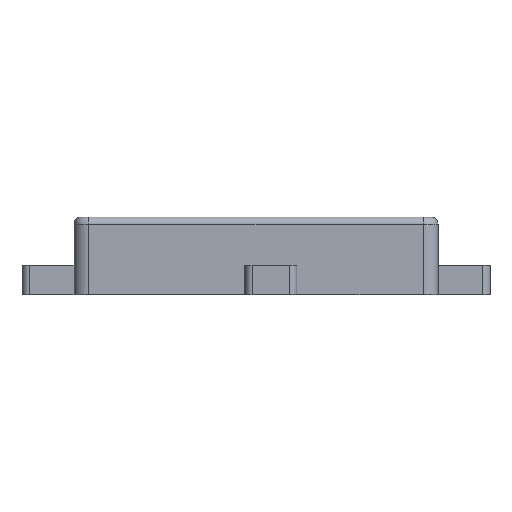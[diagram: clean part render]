
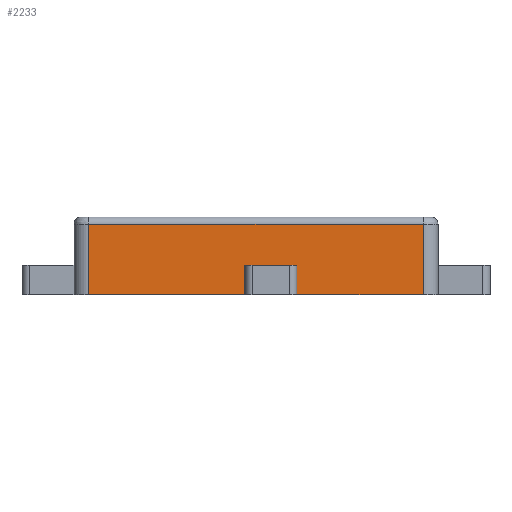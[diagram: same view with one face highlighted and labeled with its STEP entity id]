
A CAD part, front view. The second image highlights one B-rep face of the part: STEP entity #2233.
In plain terms, the highlighted planar face has unit normal (0, -1, 0).
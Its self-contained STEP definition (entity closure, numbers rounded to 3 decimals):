
#85=LINE('',#3240,#334);
#98=LINE('',#3319,#347);
#112=LINE('',#3362,#361);
#113=LINE('',#3366,#362);
#114=LINE('',#3367,#363);
#115=LINE('',#3369,#364);
#116=LINE('',#3371,#365);
#117=LINE('',#3372,#366);
#334=VECTOR('',#2578,10.);
#347=VECTOR('',#2627,10.);
#361=VECTOR('',#2657,10.);
#362=VECTOR('',#2662,10.);
#363=VECTOR('',#2663,10.);
#364=VECTOR('',#2664,10.);
#365=VECTOR('',#2665,10.);
#366=VECTOR('',#2666,10.);
#588=FACE_OUTER_BOUND('',#706,.T.);
#706=EDGE_LOOP('',(#1538,#1539,#1540,#1541,#1542,#1543,#1544,#1545));
#923=VERTEX_POINT('',#3238);
#924=VERTEX_POINT('',#3239);
#942=VERTEX_POINT('',#3309);
#944=VERTEX_POINT('',#3315);
#957=VERTEX_POINT('',#3361);
#958=VERTEX_POINT('',#3365);
#959=VERTEX_POINT('',#3368);
#960=VERTEX_POINT('',#3370);
#1143=EDGE_CURVE('',#923,#924,#85,.T.);
#1170=EDGE_CURVE('',#942,#944,#98,.T.);
#1188=EDGE_CURVE('',#944,#957,#112,.T.);
#1190=EDGE_CURVE('',#923,#958,#113,.T.);
#1191=EDGE_CURVE('',#924,#957,#114,.T.);
#1192=EDGE_CURVE('',#959,#942,#115,.T.);
#1193=EDGE_CURVE('',#959,#960,#116,.T.);
#1194=EDGE_CURVE('',#958,#960,#117,.T.);
#1538=ORIENTED_EDGE('',*,*,#1190,.F.);
#1539=ORIENTED_EDGE('',*,*,#1143,.T.);
#1540=ORIENTED_EDGE('',*,*,#1191,.T.);
#1541=ORIENTED_EDGE('',*,*,#1188,.F.);
#1542=ORIENTED_EDGE('',*,*,#1170,.F.);
#1543=ORIENTED_EDGE('',*,*,#1192,.F.);
#1544=ORIENTED_EDGE('',*,*,#1193,.T.);
#1545=ORIENTED_EDGE('',*,*,#1194,.F.);
#2143=PLANE('',#2382);
#2233=ADVANCED_FACE('',(#588),#2143,.T.);
#2382=AXIS2_PLACEMENT_3D('',#3364,#2660,#2661);
#2578=DIRECTION('',(0.,0.,-1.));
#2627=DIRECTION('',(1.,0.,0.));
#2657=DIRECTION('',(0.,0.,-1.));
#2660=DIRECTION('center_axis',(0.,-1.,0.));
#2661=DIRECTION('ref_axis',(-1.,0.,0.));
#2662=DIRECTION('',(-1.,0.,0.));
#2663=DIRECTION('',(1.,0.,0.));
#2664=DIRECTION('',(0.,0.,1.));
#2665=DIRECTION('',(1.,0.,0.));
#2666=DIRECTION('',(0.,0.,-1.));
#3238=CARTESIAN_POINT('',(75.,-103.,5.5));
#3239=CARTESIAN_POINT('',(75.,-103.,1.5));
#3240=CARTESIAN_POINT('',(75.,-103.,6.75));
#3309=CARTESIAN_POINT('',(47.,-103.,11.));
#3315=CARTESIAN_POINT('',(92.,-103.,11.));
#3319=CARTESIAN_POINT('',(81.75,-103.,11.));
#3361=CARTESIAN_POINT('',(92.,-103.,1.5));
#3362=CARTESIAN_POINT('',(92.,-103.,9.375));
#3364=CARTESIAN_POINT('Origin',(94.,-103.,12.));
#3365=CARTESIAN_POINT('',(68.,-103.,5.5));
#3366=CARTESIAN_POINT('',(75.,-103.,5.5));
#3367=CARTESIAN_POINT('',(92.,-103.,1.5));
#3368=CARTESIAN_POINT('',(47.,-103.,1.5));
#3369=CARTESIAN_POINT('',(47.,-103.,12.));
#3370=CARTESIAN_POINT('',(68.,-103.,1.5));
#3371=CARTESIAN_POINT('',(57.25,-103.,1.5));
#3372=CARTESIAN_POINT('',(68.,-103.,6.75));
